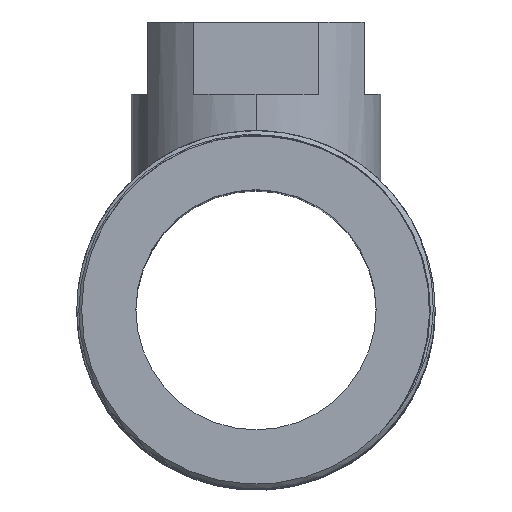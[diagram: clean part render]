
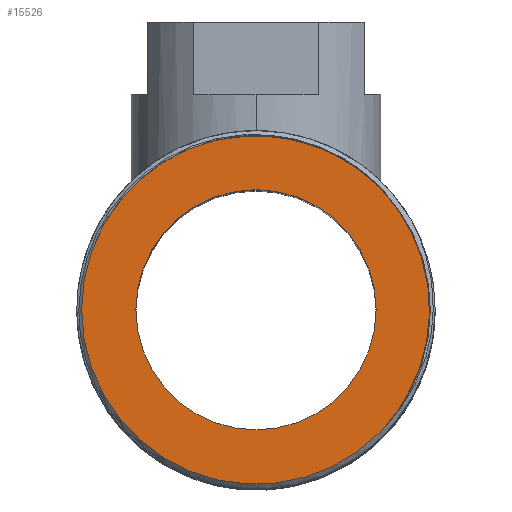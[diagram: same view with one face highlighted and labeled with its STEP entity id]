
A CAD part, top view. The second image highlights one B-rep face of the part: STEP entity #15526.
In plain terms, the highlighted planar face has unit normal (0, 0, 1).
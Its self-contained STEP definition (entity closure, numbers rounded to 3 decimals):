
#120 = VERTEX_POINT ( 'NONE', #16991 ) ;
#270 = VERTEX_POINT ( 'NONE', #2471 ) ;
#310 = CARTESIAN_POINT ( 'NONE',  ( 35.939, -4.25, 81.5 ) ) ;
#1340 = CARTESIAN_POINT ( 'NONE',  ( 25.86, 25.452, 81.5 ) ) ;
#1587 = CIRCLE ( 'NONE', #13174, 36.3 ) ;
#1658 = CARTESIAN_POINT ( 'NONE',  ( 32.934, 14.958, 81.5 ) ) ;
#1875 = B_SPLINE_CURVE_WITH_KNOTS ( 'NONE', 3,
 ( #12046, #14992, #11916, #16788 ),
 .UNSPECIFIED., .F., .F.,
 ( 4, 4 ),
 ( 0.026, 0.027 ),
 .UNSPECIFIED. ) ;
#2151 = DIRECTION ( 'NONE',  ( 0., 0., 1. ) ) ;
#2398 = AXIS2_PLACEMENT_3D ( 'NONE', #18235, #15375, #8254 ) ;
#2471 = CARTESIAN_POINT ( 'NONE',  ( 25.291, 26.039, 81.5 ) ) ;
#2957 = ORIENTED_EDGE ( 'NONE', *, *, #15672, .F. ) ;
#3276 = CARTESIAN_POINT ( 'NONE',  ( 27.414, 23.739, 81.5 ) ) ;
#3813 = CARTESIAN_POINT ( 'NONE',  ( 26.377, -24.916, 81.5 ) ) ;
#4245 = VERTEX_POINT ( 'NONE', #15399 ) ;
#4291 = ORIENTED_EDGE ( 'NONE', *, *, #10896, .F. ) ;
#4508 = DIRECTION ( 'NONE',  ( 0., 0., 1. ) ) ;
#4672 = CARTESIAN_POINT ( 'NONE',  ( 35.115, -8.8, 81.5 ) ) ;
#4728 = EDGE_LOOP ( 'NONE', ( #14171, #9498 ) ) ;
#4742 = CARTESIAN_POINT ( 'NONE',  ( 28.849, 21.925, 81.5 ) ) ;
#4839 = CARTESIAN_POINT ( 'NONE',  ( -25., 0., 81.5 ) ) ;
#4952 = EDGE_CURVE ( 'NONE', #16715, #10971, #16662, .T. ) ;
#5043 = DIRECTION ( 'NONE',  ( 1., 0., 0. ) ) ;
#5134 = CARTESIAN_POINT ( 'NONE',  ( 25., 0., 81.5 ) ) ;
#5841 = DIRECTION ( 'NONE',  ( 1., 0., 0. ) ) ;
#6011 = CARTESIAN_POINT ( 'NONE',  ( 27.933, -23.203, 81.5 ) ) ;
#6147 = CARTESIAN_POINT ( 'NONE',  ( 29.526, 20.985, 81.5 ) ) ;
#6214 = CARTESIAN_POINT ( 'NONE',  ( 36.088, 2.683, 81.5 ) ) ;
#6348 = CIRCLE ( 'NONE', #10937, 36.3 ) ;
#7441 = CARTESIAN_POINT ( 'NONE',  ( 35.844, 4.993, 81.5 ) ) ;
#7508 = CARTESIAN_POINT ( 'NONE',  ( 31.783, -17.428, 81.5 ) ) ;
#7574 = FACE_BOUND ( 'NONE', #4728, .T. ) ;
#7610 = DIRECTION ( 'NONE',  ( 1., 0., 0. ) ) ;
#7645 = CARTESIAN_POINT ( 'NONE',  ( 32.82, -15.351, 81.5 ) ) ;
#7737 = AXIS2_PLACEMENT_3D ( 'NONE', #11666, #4508, #5841 ) ;
#7781 = B_SPLINE_CURVE_WITH_KNOTS ( 'NONE', 3,
 ( #12503, #9423, #18131, #9546 ),
 .UNSPECIFIED., .F., .F.,
 ( 4, 4 ),
 ( 0., 0.001 ),
 .UNSPECIFIED. ) ;
#8254 = DIRECTION ( 'NONE',  ( 1., 0., 0. ) ) ;
#8988 = CARTESIAN_POINT ( 'NONE',  ( 36.135, -1.941, 81.5 ) ) ;
#9151 = CARTESIAN_POINT ( 'NONE',  ( 0., 0., 81.5 ) ) ;
#9423 = CARTESIAN_POINT ( 'NONE',  ( 26.193, -25.118, 81.5 ) ) ;
#9498 = ORIENTED_EDGE ( 'NONE', *, *, #4952, .F. ) ;
#9546 = CARTESIAN_POINT ( 'NONE',  ( 25.819, -25.517, 81.5 ) ) ;
#10319 = EDGE_CURVE ( 'NONE', #270, #4245, #6348, .T. ) ;
#10345 = CARTESIAN_POINT ( 'NONE',  ( 32.444, 16.007, 81.5 ) ) ;
#10896 = EDGE_CURVE ( 'NONE', #270, #120, #1875, .T. ) ;
#10937 = AXIS2_PLACEMENT_3D ( 'NONE', #10997, #16935, #11183 ) ;
#10971 = VERTEX_POINT ( 'NONE', #4839 ) ;
#10997 = CARTESIAN_POINT ( 'NONE',  ( 0., 0., 81.5 ) ) ;
#11183 = DIRECTION ( 'NONE',  ( 1., 0., 0. ) ) ;
#11666 = CARTESIAN_POINT ( 'NONE',  ( 0., 0., 81.5 ) ) ;
#11676 = EDGE_CURVE ( 'NONE', #120, #13832, #12104, .T. ) ;
#11916 = CARTESIAN_POINT ( 'NONE',  ( 25.672, 25.65, 81.5 ) ) ;
#12046 = CARTESIAN_POINT ( 'NONE',  ( 25.291, 26.039, 81.5 ) ) ;
#12070 = ORIENTED_EDGE ( 'NONE', *, *, #10319, .T. ) ;
#12104 = B_SPLINE_CURVE_WITH_KNOTS ( 'NONE', 3,
 ( #1340, #19053, #3276, #4742, #6147, #16425, #17758, #10345, #1658, #16234, #13551, #7441, #6214, #8988, #310, #4672, #17691, #7645, #7508, #14964, #6011, #17827 ),
 .UNSPECIFIED., .F., .F.,
 ( 4, 2, 2, 2, 2, 2, 2, 2, 2, 2, 4 ),
 ( 0., 0.003, 0.007, 0.01, 0.014, 0.021, 0.028, 0.035, 0.042, 0.049, 0.056 ),
 .UNSPECIFIED. ) ;
#12167 = VERTEX_POINT ( 'NONE', #15662 ) ;
#12503 = CARTESIAN_POINT ( 'NONE',  ( 26.377, -24.916, 81.5 ) ) ;
#12729 = EDGE_CURVE ( 'NONE', #4245, #12167, #1587, .T. ) ;
#12904 = EDGE_LOOP ( 'NONE', ( #4291, #12070, #16176, #2957, #13717 ) ) ;
#13174 = AXIS2_PLACEMENT_3D ( 'NONE', #15455, #2151, #5043 ) ;
#13551 = CARTESIAN_POINT ( 'NONE',  ( 34.924, 9.527, 81.5 ) ) ;
#13579 = PLANE ( 'NONE',  #14562 ) ;
#13717 = ORIENTED_EDGE ( 'NONE', *, *, #11676, .F. ) ;
#13832 = VERTEX_POINT ( 'NONE', #3813 ) ;
#14171 = ORIENTED_EDGE ( 'NONE', *, *, #18553, .F. ) ;
#14562 = AXIS2_PLACEMENT_3D ( 'NONE', #9151, #16328, #7610 ) ;
#14964 = CARTESIAN_POINT ( 'NONE',  ( 29.34, -21.356, 81.5 ) ) ;
#14992 = CARTESIAN_POINT ( 'NONE',  ( 25.483, 25.846, 81.5 ) ) ;
#15375 = DIRECTION ( 'NONE',  ( 0., 0., 1. ) ) ;
#15399 = CARTESIAN_POINT ( 'NONE',  ( -36.3, 0., 81.5 ) ) ;
#15455 = CARTESIAN_POINT ( 'NONE',  ( 0., 0., 81.5 ) ) ;
#15526 = ADVANCED_FACE ( 'NONE', ( #16521, #7574 ), #13579, .T. ) ;
#15600 = CIRCLE ( 'NONE', #2398, 25. ) ;
#15662 = CARTESIAN_POINT ( 'NONE',  ( 25.819, -25.517, 81.5 ) ) ;
#15672 = EDGE_CURVE ( 'NONE', #13832, #12167, #7781, .T. ) ;
#16176 = ORIENTED_EDGE ( 'NONE', *, *, #12729, .T. ) ;
#16234 = CARTESIAN_POINT ( 'NONE',  ( 34.25, 11.749, 81.5 ) ) ;
#16328 = DIRECTION ( 'NONE',  ( 0., 0., 1. ) ) ;
#16425 = CARTESIAN_POINT ( 'NONE',  ( 30.786, 19.05, 81.5 ) ) ;
#16521 = FACE_OUTER_BOUND ( 'NONE', #12904, .T. ) ;
#16662 = CIRCLE ( 'NONE', #7737, 25. ) ;
#16715 = VERTEX_POINT ( 'NONE', #5134 ) ;
#16788 = CARTESIAN_POINT ( 'NONE',  ( 25.86, 25.452, 81.5 ) ) ;
#16935 = DIRECTION ( 'NONE',  ( 0., 0., 1. ) ) ;
#16991 = CARTESIAN_POINT ( 'NONE',  ( 25.86, 25.452, 81.5 ) ) ;
#17691 = CARTESIAN_POINT ( 'NONE',  ( 34.486, -11.036, 81.5 ) ) ;
#17758 = CARTESIAN_POINT ( 'NONE',  ( 31.369, 18.054, 81.5 ) ) ;
#17827 = CARTESIAN_POINT ( 'NONE',  ( 26.377, -24.916, 81.5 ) ) ;
#18131 = CARTESIAN_POINT ( 'NONE',  ( 26.007, -25.318, 81.5 ) ) ;
#18235 = CARTESIAN_POINT ( 'NONE',  ( 0., 0., 81.5 ) ) ;
#18553 = EDGE_CURVE ( 'NONE', #10971, #16715, #15600, .T. ) ;
#19053 = CARTESIAN_POINT ( 'NONE',  ( 26.655, 24.612, 81.5 ) ) ;
